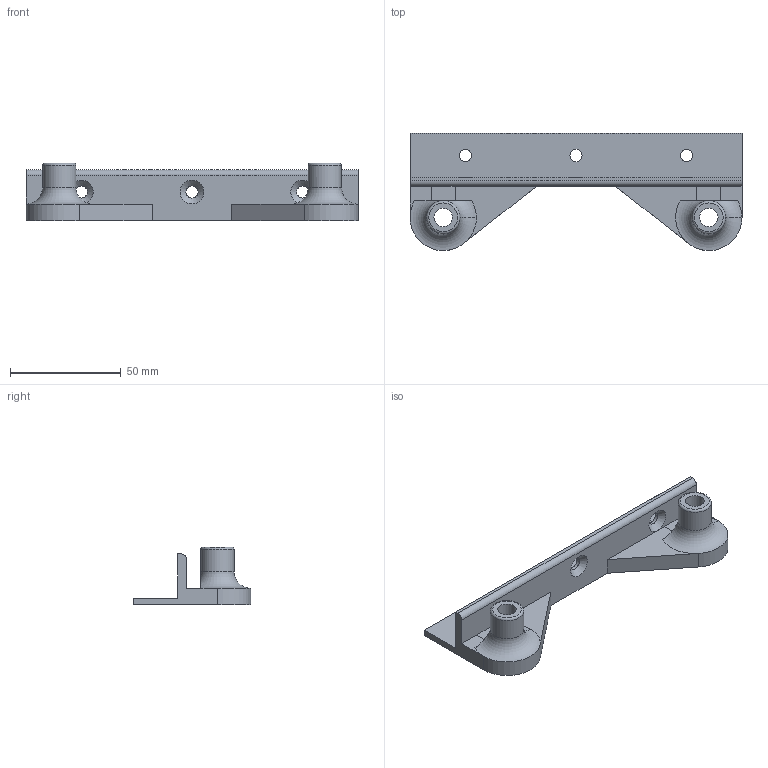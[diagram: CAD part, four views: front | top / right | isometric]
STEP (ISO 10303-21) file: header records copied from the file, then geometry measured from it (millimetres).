
FILE_DESCRIPTION(/* description */ (''),/* implementation_level */ '2;1');
FILE_NAME(/* name */ 'Z Axis Top Bracket v9.step',/* time_stamp */ '2021-08-11T16:33:32-04:00',/* author */ (''),/* organization */ (''),/* preprocessor_version */ 'ST-DEVELOPER v18.1',/* originating_system */ 'Autodesk Translation Framework v10.9.0.1377',/* authorisation */ '');
FILE_SCHEMA (('AUTOMOTIVE_DESIGN { 1 0 10303 214 3 1 1 }'));
Length unit declared in the file: millimetre
Products named in the file (1): Z Axis Top Bracket
Bounding box: 150 x 53 x 26 mm (x, y, z)
Volume: 42286.6 mm3; surface area: 21576.3 mm2
Topology: 1 solids, 1 shells, 47 faces, 116 edges, 71 vertices
Faces by surface type: plane 18, cylinder 13, cone 8, torus 6, bspline 2
Full cylindrical faces by diameter (mm): 5.5 x6, 8.35 x2, 15 x2
Entity records: 1550 total; most frequent: CARTESIAN_POINT 357, DIRECTION 247, ORIENTED_EDGE 232, EDGE_CURVE 116, AXIS2_PLACEMENT_3D 93, VERTEX_POINT 71, EDGE_LOOP 63, LINE 61
